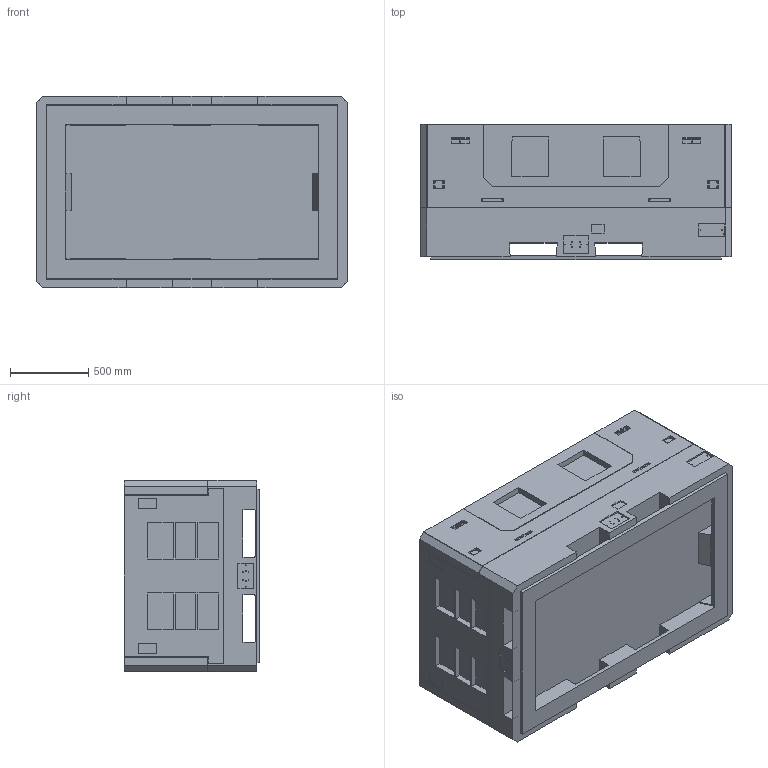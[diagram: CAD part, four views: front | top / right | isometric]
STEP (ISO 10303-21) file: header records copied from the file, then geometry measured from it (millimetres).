
FILE_DESCRIPTION((''),'2;1');
FILE_NAME('192412WSM_ASM','2025-06-20T15:13:12',('SYSTEM'),(''),'CREO PARAMETRIC BY PTC INC, 2023294','CREO PARAMETRIC BY PTC INC, 2023294','');
FILE_SCHEMA(('CONFIG_CONTROL_DESIGN'));
Length unit declared in the file: inch
Products named in the file (8): 179510SM; 109379SM; 109957SM; 109956SM; 159423SM; 159424SM; 87485SM; 192412WSM_ASM
Assembly tree (7 placements, depth 2):
  192412WSM_ASM
    179510SM
    109379SM
    109957SM
    109956SM
    159423SM
    159424SM
    87485SM
Bounding box: 1981.2 x 863.68 x 1219.2 mm (x, y, z)
Volume: 349869011.4 mm3; surface area: 18088501.9 mm2
Topology: 7 solids, 7 shells, 1545 faces, 4427 edges, 3122 vertices
Faces by surface type: plane 1103, cylinder 416, extrusion 26
Entity records: 53030 total; most frequent: CARTESIAN_POINT 13367, ORIENTED_EDGE 8578, DIRECTION 7307, EDGE_CURVE 4289, VECTOR 3561, LINE 3535, VERTEX_POINT 2846, AXIS2_PLACEMENT_3D 1873
